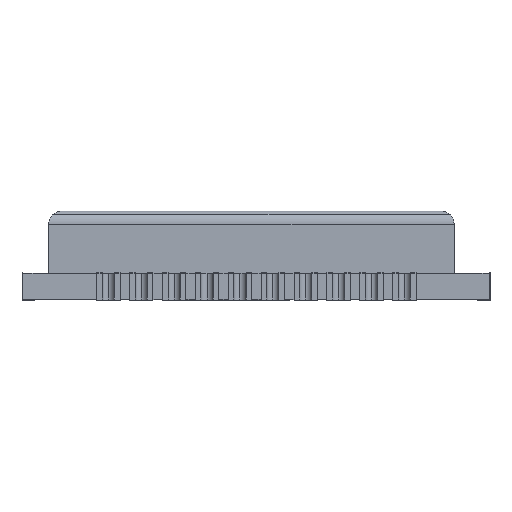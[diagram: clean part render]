
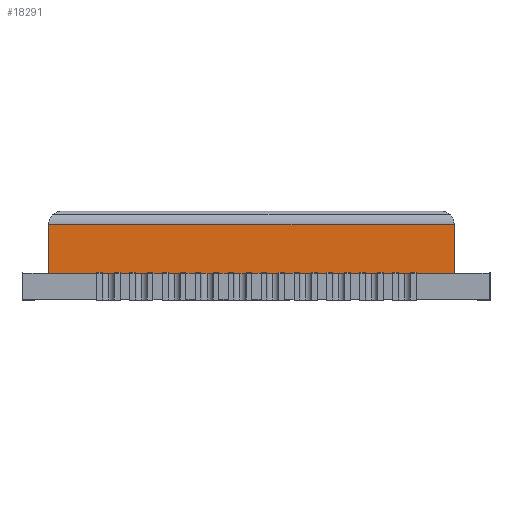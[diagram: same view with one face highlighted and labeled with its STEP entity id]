
A CAD part, top view. The second image highlights one B-rep face of the part: STEP entity #18291.
In plain terms, the highlighted planar face has unit normal (0, 0, 1).
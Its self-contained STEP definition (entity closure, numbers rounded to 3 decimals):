
#331 = CARTESIAN_POINT ( 'NONE',  ( 16.65, 1., -1. ) ) ;
#465 = DIRECTION ( 'NONE',  ( 1., 0., 0. ) ) ;
#1241 = EDGE_CURVE ( 'NONE', #20567, #3767, #4388, .T. ) ;
#2491 = EDGE_CURVE ( 'NONE', #19226, #3767, #17715, .T. ) ;
#2802 = DIRECTION ( 'NONE',  ( 0., 1., 0. ) ) ;
#3559 = VECTOR ( 'NONE', #465, 1000. ) ;
#3767 = VERTEX_POINT ( 'NONE', #8863 ) ;
#3953 = ORIENTED_EDGE ( 'NONE', *, *, #17573, .F. ) ;
#4127 = VECTOR ( 'NONE', #2802, 1000. ) ;
#4360 = CARTESIAN_POINT ( 'NONE',  ( 1., 1., -1. ) ) ;
#4388 = LINE ( 'NONE', #331, #12507 ) ;
#6197 = CARTESIAN_POINT ( 'NONE',  ( 0.5, 1., -1. ) ) ;
#6785 = ORIENTED_EDGE ( 'NONE', *, *, #23609, .F. ) ;
#6830 = DIRECTION ( 'NONE',  ( 1., 0., 0. ) ) ;
#8863 = CARTESIAN_POINT ( 'NONE',  ( 16.65, 2.9, -1. ) ) ;
#9071 = FACE_OUTER_BOUND ( 'NONE', #19941, .T. ) ;
#11714 = AXIS2_PLACEMENT_3D ( 'NONE', #25912, #19731, #6830 ) ;
#12507 = VECTOR ( 'NONE', #12961, 1000. ) ;
#12961 = DIRECTION ( 'NONE',  ( 0., 1., 0. ) ) ;
#13491 = CARTESIAN_POINT ( 'NONE',  ( 1., 1., -1. ) ) ;
#16802 = CARTESIAN_POINT ( 'NONE',  ( 1., 2.9, -1. ) ) ;
#17573 = EDGE_CURVE ( 'NONE', #22431, #19226, #24406, .T. ) ;
#17715 = LINE ( 'NONE', #26269, #3559 ) ;
#18291 = ADVANCED_FACE ( 'NONE', ( #9071 ), #22095, .T. ) ;
#19226 = VERTEX_POINT ( 'NONE', #16802 ) ;
#19731 = DIRECTION ( 'NONE',  ( 0., 0., 1. ) ) ;
#19941 = EDGE_LOOP ( 'NONE', ( #23156, #3953, #6785, #26350 ) ) ;
#20276 = CARTESIAN_POINT ( 'NONE',  ( 16.65, 1., -1. ) ) ;
#20567 = VERTEX_POINT ( 'NONE', #20276 ) ;
#22095 = PLANE ( 'NONE',  #11714 ) ;
#22431 = VERTEX_POINT ( 'NONE', #4360 ) ;
#23156 = ORIENTED_EDGE ( 'NONE', *, *, #2491, .F. ) ;
#23303 = DIRECTION ( 'NONE',  ( -1., 0., 0. ) ) ;
#23498 = VECTOR ( 'NONE', #23303, 1000. ) ;
#23609 = EDGE_CURVE ( 'NONE', #20567, #22431, #25410, .T. ) ;
#24406 = LINE ( 'NONE', #13491, #4127 ) ;
#25410 = LINE ( 'NONE', #6197, #23498 ) ;
#25912 = CARTESIAN_POINT ( 'NONE',  ( 1., 1., -1. ) ) ;
#26269 = CARTESIAN_POINT ( 'NONE',  ( 5., 2.9, -1. ) ) ;
#26350 = ORIENTED_EDGE ( 'NONE', *, *, #1241, .T. ) ;
